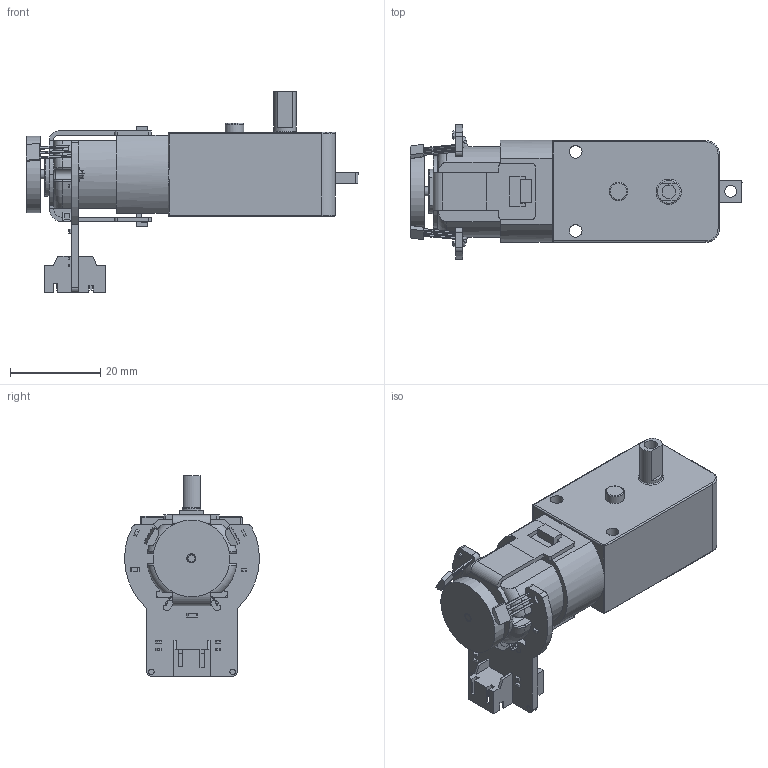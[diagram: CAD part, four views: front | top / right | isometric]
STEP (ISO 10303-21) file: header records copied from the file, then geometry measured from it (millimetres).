
FILE_DESCRIPTION(/* description */ (''),/* implementation_level */ '2;1');
FILE_NAME(/* name */ 'FIT0450 v11.step',/* time_stamp */ '2023-10-22T19:12:36+02:00',/* author */ (''),/* organization */ (''),/* preprocessor_version */ 'ST-DEVELOPER v20',/* originating_system */ 'Autodesk Translation Framework v12.9.0.99',/* authorisation */ '');
FILE_SCHEMA (('AUTOMOTIVE_DESIGN { 1 0 10303 214 3 1 1 }'));
Length unit declared in the file: millimetre
Products named in the file (5): FIT0450; MainMotor; EncoderDisc; EncoderPCB; EncoderHolder
Assembly tree (5 placements, depth 2):
  FIT0450
    MainMotor
    EncoderDisc
    EncoderPCB
    EncoderHolder  x2
Bounding box: 73.48 x 29.86 x 44.39 mm (x, y, z)
Volume: 25594 mm3; surface area: 10246.6 mm2
Topology: 13 solids, 13 shells, 486 faces, 1289 edges, 840 vertices
Faces by surface type: plane 344, cylinder 80, bspline 42, torus 16, sphere 4
Full cylindrical faces by diameter (mm): 1.2 x2, 2 x2, 2.6 x1, 2.8 x2, 3 x1, 4.1 x1, 5 x1, 17 x1
Entity records: 20023 total; most frequent: CARTESIAN_POINT 7857, ORIENTED_EDGE 2502, DIRECTION 2242, EDGE_CURVE 1251, LINE 940, VECTOR 940, VERTEX_POINT 824, AXIS2_PLACEMENT_3D 651
